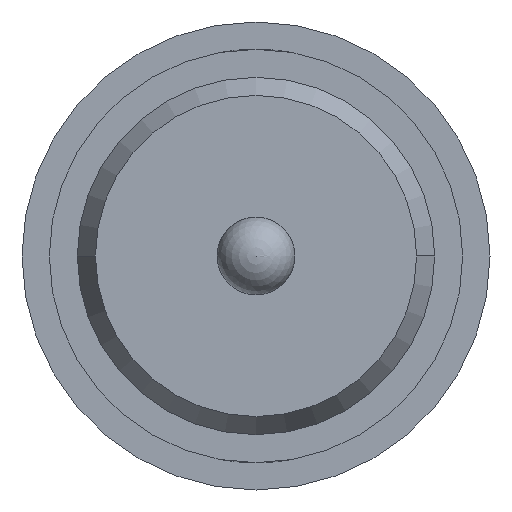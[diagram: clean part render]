
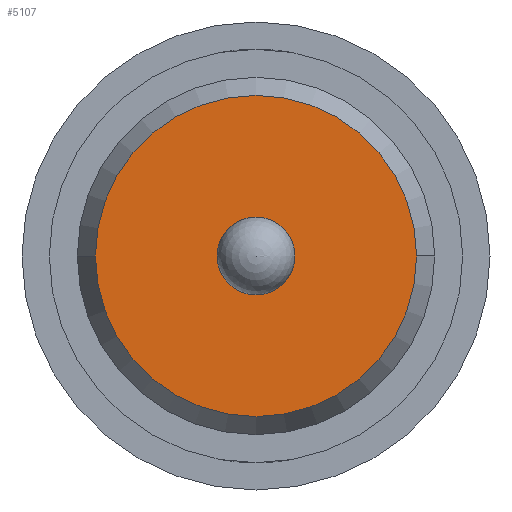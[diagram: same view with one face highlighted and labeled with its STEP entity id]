
A CAD part, front view. The second image highlights one B-rep face of the part: STEP entity #5107.
In plain terms, the highlighted planar face has unit normal (0, -1, 0).
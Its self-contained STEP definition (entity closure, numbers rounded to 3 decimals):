
#9 = EDGE_CURVE ( 'Defeature ausgef�hrt1_17+Defeature ausgef�hrt1_14+Defeature ausgef�hrt1_14+Defeature ausgef�hrt1_14', #5146, #2406, #3275, .T. ) ;
#97 = CARTESIAN_POINT ( 'NONE',  ( 1.03, -28.6, 0. ) ) ;
#500 = AXIS2_PLACEMENT_3D ( 'NONE', #1844, #5037, #1862 ) ;
#601 = EDGE_CURVE ( 'Defeature ausgef�hrt1_17+Defeature ausgef�hrt1_16+Defeature ausgef�hrt1_16+Defeature ausgef�hrt1_16', #815, #1219, #4991, .T. ) ;
#619 = ORIENTED_EDGE ( 'NONE', *, *, #9, .T. ) ;
#771 = AXIS2_PLACEMENT_3D ( 'NONE', #3404, #4123, #1735 ) ;
#815 = VERTEX_POINT ( 'NONE', #4900 ) ;
#862 = DIRECTION ( 'NONE',  ( 0., -1., 0. ) ) ;
#1094 = DIRECTION ( 'NONE',  ( 0., 0., -1. ) ) ;
#1172 = FACE_OUTER_BOUND ( 'NONE', #4696, .T. ) ;
#1219 = VERTEX_POINT ( 'NONE', #97 ) ;
#1562 = DIRECTION ( 'NONE',  ( 1., 0., 0. ) ) ;
#1715 = EDGE_LOOP ( 'NONE', ( #619, #3868 ) ) ;
#1735 = DIRECTION ( 'NONE',  ( 1., 0., 0. ) ) ;
#1765 = ORIENTED_EDGE ( 'NONE', *, *, #3378, .T. ) ;
#1844 = CARTESIAN_POINT ( 'NONE',  ( 0., -28.6, 0. ) ) ;
#1847 = CIRCLE ( 'NONE', #500, 0.25 ) ;
#1852 = CARTESIAN_POINT ( 'NONE',  ( 0., -28.6, 0.25 ) ) ;
#1862 = DIRECTION ( 'NONE',  ( 0., 0., -1. ) ) ;
#2326 = DIRECTION ( 'NONE',  ( 0., -1., 0. ) ) ;
#2406 = VERTEX_POINT ( 'NONE', #2967 ) ;
#2923 = AXIS2_PLACEMENT_3D ( 'NONE', #3267, #862, #3665 ) ;
#2967 = CARTESIAN_POINT ( 'NONE',  ( 0., -28.6, -0.25 ) ) ;
#2975 = PLANE ( 'NONE',  #771 ) ;
#3181 = AXIS2_PLACEMENT_3D ( 'NONE', #3932, #2326, #1562 ) ;
#3267 = CARTESIAN_POINT ( 'NONE',  ( 0., -28.6, 0. ) ) ;
#3275 = CIRCLE ( 'NONE', #4093, 0.25 ) ;
#3378 = EDGE_CURVE ( 'Defeature ausgef�hrt1_17+Defeature ausgef�hrt1_16+Defeature ausgef�hrt1_16+Defeature ausgef�hrt1_16', #1219, #815, #4654, .T. ) ;
#3404 = CARTESIAN_POINT ( 'NONE',  ( -1.145, -28.6, 0. ) ) ;
#3509 = CARTESIAN_POINT ( 'NONE',  ( 0., -28.6, 0. ) ) ;
#3665 = DIRECTION ( 'NONE',  ( 1., 0., 0. ) ) ;
#3868 = ORIENTED_EDGE ( 'NONE', *, *, #4674, .T. ) ;
#3932 = CARTESIAN_POINT ( 'NONE',  ( 0., -28.6, 0. ) ) ;
#3976 = FACE_BOUND ( 'NONE', #1715, .T. ) ;
#4093 = AXIS2_PLACEMENT_3D ( 'NONE', #3509, #4281, #1094 ) ;
#4123 = DIRECTION ( 'NONE',  ( 0., -1., 0. ) ) ;
#4281 = DIRECTION ( 'NONE',  ( 0., 1., 0. ) ) ;
#4566 = ORIENTED_EDGE ( 'NONE', *, *, #601, .T. ) ;
#4654 = CIRCLE ( 'NONE', #2923, 1.03 ) ;
#4674 = EDGE_CURVE ( 'Defeature ausgef�hrt1_17+Defeature ausgef�hrt1_14+Defeature ausgef�hrt1_14+Defeature ausgef�hrt1_14', #2406, #5146, #1847, .T. ) ;
#4696 = EDGE_LOOP ( 'NONE', ( #4566, #1765 ) ) ;
#4900 = CARTESIAN_POINT ( 'NONE',  ( -1.03, -28.6, 0. ) ) ;
#4991 = CIRCLE ( 'NONE', #3181, 1.03 ) ;
#5037 = DIRECTION ( 'NONE',  ( 0., 1., 0. ) ) ;
#5107 = ADVANCED_FACE ( 'Defeature ausgef�hrt1_17', ( #3976, #1172 ), #2975, .T. ) ;
#5146 = VERTEX_POINT ( 'NONE', #1852 ) ;
